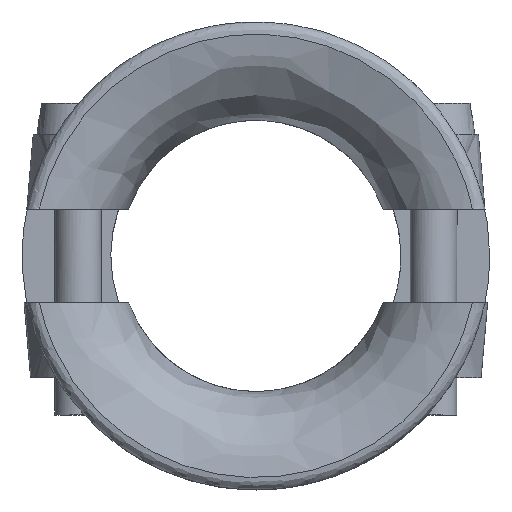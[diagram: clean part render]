
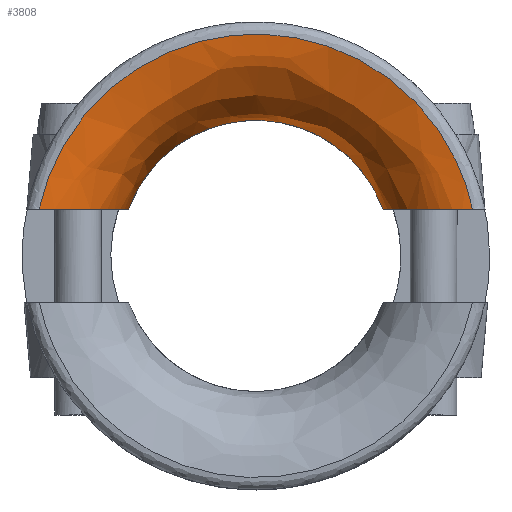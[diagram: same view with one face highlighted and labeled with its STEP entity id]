
A CAD part, top view. The second image highlights one B-rep face of the part: STEP entity #3808.
In plain terms, the highlighted free-form (B-spline) face has degree [2, 2] with [5, 3] control points.
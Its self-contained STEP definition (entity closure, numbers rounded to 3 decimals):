
#3708=CARTESIAN_POINT('V30',(-13.611,5.,
   39.5));
#3709=VERTEX_POINT('V30',#3708);
#3716=CARTESIAN_POINT('V74',(13.611,5.,
   39.5));
#3717=VERTEX_POINT('V74',#3716);
#3723=CARTESIAN_POINT('E91',(13.611,5.,
   39.5));
#3724=CARTESIAN_POINT('E91',(10.121,14.5,
   39.5));
#3725=CARTESIAN_POINT('E91',(0.,14.5,
   39.5));
#3726=CARTESIAN_POINT('E91',(-10.121,14.5,
   39.5));
#3727=CARTESIAN_POINT('E91',(-13.611,5.,
   39.5));
#3735=(BOUNDED_CURVE()B_SPLINE_CURVE(2,(#3723,#3724,#3725,#3726,
   #3727),.CIRCULAR_ARC.,.F.,.U.)B_SPLINE_CURVE_WITH_KNOTS((3,2,3),
   (12.206,52.1,91.993),
   .UNSPECIFIED.)CURVE()GEOMETRIC_REPRESENTATION_ITEM()
   RATIONAL_B_SPLINE_CURVE((0.895,0.776,
   1.0,0.776,0.895))REPRESENTATION_ITEM('E91'
   ));
#3736=EDGE_CURVE('E91',#3717,#3709,#3735,.T.);
#3741=CARTESIAN_POINT('F24',(23.346,4.025,
   48.995));
#3742=CARTESIAN_POINT('F24',(19.955,23.69,
   48.995));
#3743=CARTESIAN_POINT('F24',(0.,23.69,
   48.995));
#3744=CARTESIAN_POINT('F24',(-20.39,23.69,
   48.995));
#3745=CARTESIAN_POINT('F24',(-23.426,3.527,
   48.995));
#3746=CARTESIAN_POINT('F24',(14.289,2.463,
   48.695));
#3747=CARTESIAN_POINT('F24',(12.214,14.5,
   48.695));
#3748=CARTESIAN_POINT('F24',(0.,14.5,
   48.695));
#3749=CARTESIAN_POINT('F24',(-12.48,14.5,
   48.695));
#3750=CARTESIAN_POINT('F24',(-14.338,2.159,
   48.695));
#3751=CARTESIAN_POINT('F24',(14.289,2.463,
   39.5));
#3752=CARTESIAN_POINT('F24',(12.214,14.5,
   39.5));
#3753=CARTESIAN_POINT('F24',(0.,14.5,
   39.5));
#3754=CARTESIAN_POINT('F24',(-12.48,14.5,
   39.5));
#3755=CARTESIAN_POINT('F24',(-14.338,2.159,
   39.5));
#3763=(BOUNDED_SURFACE()B_SPLINE_SURFACE(2,2,((#3741,#3746,#3751),
   (#3742,#3747,#3752),(#3743,#3748,#3753),(#3744,#3749,#3754),
   (#3745,#3750,#3755)),.TOROIDAL_SURF.,.F.,.F.,.U.)
   B_SPLINE_SURFACE_WITH_KNOTS((3,2,3),(3,3),(0.218,
   1.868,3.544),(0.0,1.0),.UNSPECIFIED.)
   GEOMETRIC_REPRESENTATION_ITEM()RATIONAL_B_SPLINE_SURFACE(((
   0.94,0.675,0.94),(
   0.741,0.533,0.741),(1.0,
   0.719,1.0),(0.737,0.53,
   0.737),(0.946,0.68,
   0.946)))REPRESENTATION_ITEM('F24')SURFACE());
#3764=CARTESIAN_POINT('V29',(-23.156,5.,
   48.995));
#3765=VERTEX_POINT('V29',#3764);
#3766=CARTESIAN_POINT('E32',(-23.156,5.,
   48.995));
#3767=CARTESIAN_POINT('E32',(-21.881,5.,
   48.954));
#3768=CARTESIAN_POINT('E32',(-20.623,5.,
   48.668));
#3769=CARTESIAN_POINT('E32',(-17.84,5.,
   47.449));
#3770=CARTESIAN_POINT('E32',(-16.431,5.,
   46.328));
#3771=CARTESIAN_POINT('E32',(-14.246,5.,
   43.323));
#3772=CARTESIAN_POINT('E32',(-13.611,5.,
   41.444));
#3773=CARTESIAN_POINT('E32',(-13.611,5.,
   39.5));
#3774=B_SPLINE_CURVE_WITH_KNOTS('E32',3,(#3766,#3767,#3768,#3769,
   #3770,#3771,#3772,#3773),.UNSPECIFIED.,.F.,.U.,(4,2,2,4),(0.0,
   0.256,0.609,1.0),.UNSPECIFIED.);
#3775=EDGE_CURVE('E32',#3765,#3709,#3774,.T.);
#3776=ORIENTED_EDGE('E32',*,*,#3775,.T.);
#3777=ORIENTED_EDGE('F23',*,*,#3736,.F.);
#3778=CARTESIAN_POINT('V75',(23.156,5.,
   48.995));
#3779=VERTEX_POINT('V75',#3778);
#3780=CARTESIAN_POINT('E92',(13.611,5.,
   39.5));
#3781=CARTESIAN_POINT('E92',(13.611,5.,
   40.257));
#3782=CARTESIAN_POINT('E92',(13.707,5.,
   41.008));
#3783=CARTESIAN_POINT('E92',(14.396,5.,
   43.68));
#3784=CARTESIAN_POINT('E92',(15.522,5.,
   45.398));
#3785=CARTESIAN_POINT('E92',(18.775,5.,
   48.106));
#3786=CARTESIAN_POINT('E92',(20.926,5.,
   48.924));
#3787=CARTESIAN_POINT('E92',(23.156,5.,
   48.995));
#3788=B_SPLINE_CURVE_WITH_KNOTS('E92',3,(#3780,#3781,#3782,#3783,
   #3784,#3785,#3786,#3787),.UNSPECIFIED.,.F.,.U.,(4,2,2,4),(0.0,
   0.151,0.552,1.0),.UNSPECIFIED.);
#3789=EDGE_CURVE('E92',#3717,#3779,#3788,.T.);
#3790=ORIENTED_EDGE('E92',*,*,#3789,.T.);
#3791=CARTESIAN_POINT('E93',(-23.156,5.,
   48.995));
#3792=CARTESIAN_POINT('E93',(-19.121,23.69,
   48.995));
#3793=CARTESIAN_POINT('E93',(0.,23.69,
   48.995));
#3794=CARTESIAN_POINT('E93',(19.121,23.69,
   48.995));
#3795=CARTESIAN_POINT('E93',(23.156,5.,
   48.995));
#3803=(BOUNDED_CURVE()B_SPLINE_CURVE(2,(#3791,#3792,#3793,#3794,
   #3795),.CIRCULAR_ARC.,.F.,.U.)B_SPLINE_CURVE_WITH_KNOTS((3,2,3),
   (0.27,1.868,3.466),
   .UNSPECIFIED.)CURVE()GEOMETRIC_REPRESENTATION_ITEM()
   RATIONAL_B_SPLINE_CURVE((0.928,0.749,
   1.0,0.749,0.928))REPRESENTATION_ITEM('E93'
   ));
#3804=EDGE_CURVE('E93',#3765,#3779,#3803,.T.);
#3805=ORIENTED_EDGE('E93',*,*,#3804,.F.);
#3806=EDGE_LOOP('F24',(#3776,#3777,#3790,#3805));
#3807=FACE_OUTER_BOUND('F24',#3806,.T.);
#3808=ADVANCED_FACE('F24',(#3807),#3763,.T.);
